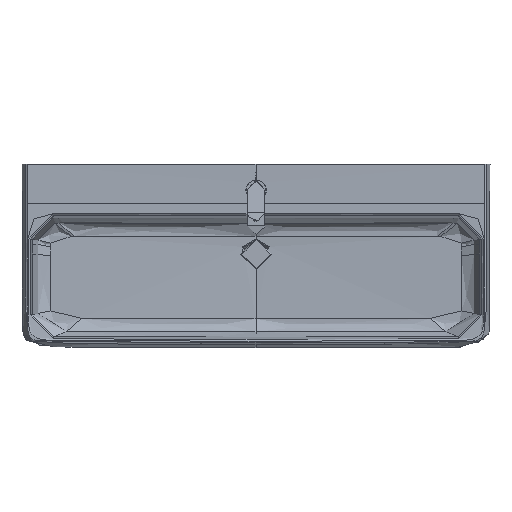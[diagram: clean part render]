
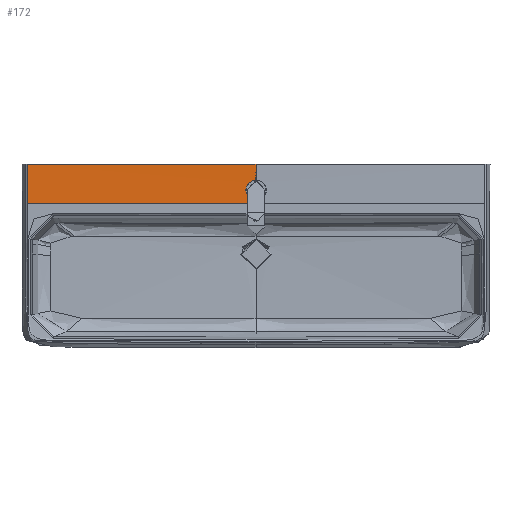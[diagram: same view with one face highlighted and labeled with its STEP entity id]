
A CAD part, top view. The second image highlights one B-rep face of the part: STEP entity #172.
In plain terms, the highlighted free-form (B-spline) face has degree [5, 5] with [9, 6] control points.
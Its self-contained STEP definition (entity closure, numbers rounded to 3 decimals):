
#172=ADVANCED_FACE('',(#899),#10581,.T.);
#899=FACE_OUTER_BOUND('',#1626,.T.);
#1626=EDGE_LOOP('',(#2718,#2719,#2720,#2721,#2722,#2723));
#2718=ORIENTED_EDGE('',*,*,#5932,.F.);
#2719=ORIENTED_EDGE('',*,*,#6379,.F.);
#2720=ORIENTED_EDGE('',*,*,#5936,.F.);
#2721=ORIENTED_EDGE('',*,*,#5933,.F.);
#2722=ORIENTED_EDGE('',*,*,#5934,.F.);
#2723=ORIENTED_EDGE('',*,*,#5931,.F.);
#5931=EDGE_CURVE('',#9349,#9350,#8090,.T.);
#5932=EDGE_CURVE('',#9351,#9349,#8091,.T.);
#5933=EDGE_CURVE('',#9354,#9353,#8092,.T.);
#5934=EDGE_CURVE('',#9350,#9354,#8093,.T.);
#5936=EDGE_CURVE('',#9353,#9352,#8095,.T.);
#6379=EDGE_CURVE('',#9352,#9351,#8487,.T.);
#8090=B_SPLINE_CURVE_WITH_KNOTS('',3,(#72213,#72214,#72215,#72216),
 .UNSPECIFIED.,.F.,.F.,(4,4),(1587.242,1730.626),.UNSPECIFIED.);
#8091=B_SPLINE_CURVE_WITH_KNOTS('',5,(#72217,#72218,#72219,#72220,#72221,
#72222),.UNSPECIFIED.,.F.,.F.,(6,6),(-0.069,586.398),
 .UNSPECIFIED.);
#8092=B_SPLINE_CURVE_WITH_KNOTS('',5,(#72223,#72224,#72225,#72226,#72227,
#72228),.UNSPECIFIED.,.F.,.F.,(6,6),(-141.427,-72.832),
 .UNSPECIFIED.);
#8093=B_SPLINE_CURVE_WITH_KNOTS('',5,(#72229,#72230,#72231,#72232,#72233,
#72234),.UNSPECIFIED.,.F.,.F.,(6,6),(-586.4,0.069),
 .UNSPECIFIED.);
#8095=B_SPLINE_CURVE_WITH_KNOTS('',3,(#72237,#72238,#72239,#72240,#72241,
#72242,#72243,#72244,#72245,#72246,#72247,#72248,#72249,#72250,#72251,#72252,
#72253,#72254),.UNSPECIFIED.,.F.,.F.,(4,2,2,2,2,2,2,2,4),(0.,
9.718,19.433,29.13,38.827,48.542,
58.281,68.021,77.75),.UNSPECIFIED.);
#8487=B_SPLINE_CURVE_WITH_KNOTS('',5,(#77140,#77141,#77142,#77143,#77144,
#77145),.UNSPECIFIED.,.F.,.F.,(6,6),(-23.334,0.),.UNSPECIFIED.);
#9349=VERTEX_POINT('',#69898);
#9350=VERTEX_POINT('',#69899);
#9351=VERTEX_POINT('',#69900);
#9352=VERTEX_POINT('',#69901);
#9353=VERTEX_POINT('',#69902);
#9354=VERTEX_POINT('',#69903);
#10581=B_SPLINE_SURFACE_WITH_KNOTS('',5,5,((#25404,#25405,#25406,#25407,
#25408,#25409),(#25410,#25411,#25412,#25413,#25414,#25415),(#25416,#25417,
#25418,#25419,#25420,#25421),(#25422,#25423,#25424,#25425,#25426,#25427),
(#25428,#25429,#25430,#25431,#25432,#25433),(#25434,#25435,#25436,#25437,
#25438,#25439),(#25440,#25441,#25442,#25443,#25444,#25445),(#25446,#25447,
#25448,#25449,#25450,#25451),(#25452,#25453,#25454,#25455,#25456,#25457)),
 .UNSPECIFIED.,.F.,.F.,.F.,(6,3,6),(6,6),(-589.931,0.069,
590.069),(0.,100.002),.UNSPECIFIED.);
#25404=CARTESIAN_POINT('',(-590.964,135.009,75.672));
#25405=CARTESIAN_POINT('',(-590.964,155.009,75.672));
#25406=CARTESIAN_POINT('',(-590.964,175.01,75.672));
#25407=CARTESIAN_POINT('',(-590.964,195.011,75.672));
#25408=CARTESIAN_POINT('',(-590.964,215.01,75.672));
#25409=CARTESIAN_POINT('',(-590.964,235.009,75.672));
#25410=CARTESIAN_POINT('',(-472.964,135.009,75.672));
#25411=CARTESIAN_POINT('',(-472.964,155.009,75.672));
#25412=CARTESIAN_POINT('',(-472.964,175.01,75.672));
#25413=CARTESIAN_POINT('',(-472.964,195.011,75.792));
#25414=CARTESIAN_POINT('',(-472.964,215.01,75.912));
#25415=CARTESIAN_POINT('',(-472.964,235.009,76.072));
#25416=CARTESIAN_POINT('',(-354.964,135.009,75.672));
#25417=CARTESIAN_POINT('',(-354.964,155.009,75.672));
#25418=CARTESIAN_POINT('',(-354.964,175.01,75.672));
#25419=CARTESIAN_POINT('',(-354.964,195.011,75.882));
#25420=CARTESIAN_POINT('',(-354.964,215.01,76.092));
#25421=CARTESIAN_POINT('',(-354.964,235.009,76.372));
#25422=CARTESIAN_POINT('',(-236.964,135.009,75.672));
#25423=CARTESIAN_POINT('',(-236.964,155.009,75.672));
#25424=CARTESIAN_POINT('',(-236.964,175.01,75.672));
#25425=CARTESIAN_POINT('',(-236.964,195.011,75.942));
#25426=CARTESIAN_POINT('',(-236.964,215.01,76.212));
#25427=CARTESIAN_POINT('',(-236.964,235.009,76.572));
#25428=CARTESIAN_POINT('',(-0.964,135.009,75.672));
#25429=CARTESIAN_POINT('',(-0.964,155.009,75.672));
#25430=CARTESIAN_POINT('',(-0.964,175.01,75.672));
#25431=CARTESIAN_POINT('',(-0.964,195.011,76.002));
#25432=CARTESIAN_POINT('',(-0.964,215.01,76.332));
#25433=CARTESIAN_POINT('',(-0.964,235.009,76.772));
#25434=CARTESIAN_POINT('',(235.036,135.009,75.672));
#25435=CARTESIAN_POINT('',(235.036,155.009,75.672));
#25436=CARTESIAN_POINT('',(235.036,175.01,75.672));
#25437=CARTESIAN_POINT('',(235.036,195.011,75.942));
#25438=CARTESIAN_POINT('',(235.036,215.01,76.212));
#25439=CARTESIAN_POINT('',(235.036,235.009,76.572));
#25440=CARTESIAN_POINT('',(353.036,135.009,75.672));
#25441=CARTESIAN_POINT('',(353.036,155.009,75.672));
#25442=CARTESIAN_POINT('',(353.036,175.01,75.672));
#25443=CARTESIAN_POINT('',(353.036,195.011,75.882));
#25444=CARTESIAN_POINT('',(353.036,215.01,76.092));
#25445=CARTESIAN_POINT('',(353.036,235.009,76.372));
#25446=CARTESIAN_POINT('',(471.036,135.009,75.672));
#25447=CARTESIAN_POINT('',(471.036,155.009,75.672));
#25448=CARTESIAN_POINT('',(471.036,175.01,75.672));
#25449=CARTESIAN_POINT('',(471.036,195.011,75.792));
#25450=CARTESIAN_POINT('',(471.036,215.01,75.912));
#25451=CARTESIAN_POINT('',(471.036,235.009,76.072));
#25452=CARTESIAN_POINT('',(589.036,135.009,75.672));
#25453=CARTESIAN_POINT('',(589.036,155.009,75.672));
#25454=CARTESIAN_POINT('',(589.036,175.01,75.672));
#25455=CARTESIAN_POINT('',(589.036,195.011,75.672));
#25456=CARTESIAN_POINT('',(589.036,215.01,75.672));
#25457=CARTESIAN_POINT('',(589.036,235.009,75.672));
#69898=CARTESIAN_POINT('',(-587.431,135.009,75.672));
#69899=CARTESIAN_POINT('',(-587.433,235.009,75.684));
#69900=CARTESIAN_POINT('',(-0.964,135.009,75.672));
#69901=CARTESIAN_POINT('',(-0.964,151.509,75.683));
#69902=CARTESIAN_POINT('',(-0.964,186.509,75.907));
#69903=CARTESIAN_POINT('',(-0.964,235.009,76.672));
#72213=CARTESIAN_POINT('',(-587.431,135.009,75.672));
#72214=CARTESIAN_POINT('',(-587.43,168.343,75.672));
#72215=CARTESIAN_POINT('',(-587.431,201.678,75.676));
#72216=CARTESIAN_POINT('',(-587.433,235.009,75.684));
#72217=CARTESIAN_POINT('',(-0.964,135.009,75.672));
#72218=CARTESIAN_POINT('',(-118.257,135.009,75.672));
#72219=CARTESIAN_POINT('',(-235.551,135.009,75.672));
#72220=CARTESIAN_POINT('',(-352.844,135.009,75.672));
#72221=CARTESIAN_POINT('',(-470.137,135.009,75.672));
#72222=CARTESIAN_POINT('',(-587.431,135.009,75.672));
#72223=CARTESIAN_POINT('',(-0.964,235.009,76.672));
#72224=CARTESIAN_POINT('',(-0.964,225.309,76.478));
#72225=CARTESIAN_POINT('',(-0.964,215.609,76.307));
#72226=CARTESIAN_POINT('',(-0.964,205.909,76.149));
#72227=CARTESIAN_POINT('',(-0.964,196.209,76.013));
#72228=CARTESIAN_POINT('',(-0.964,186.509,75.907));
#72229=CARTESIAN_POINT('',(-587.433,235.009,75.684));
#72230=CARTESIAN_POINT('',(-470.14,235.009,76.079));
#72231=CARTESIAN_POINT('',(-352.846,235.009,76.375));
#72232=CARTESIAN_POINT('',(-235.552,235.009,76.573));
#72233=CARTESIAN_POINT('',(-118.258,235.009,76.672));
#72234=CARTESIAN_POINT('',(-0.964,235.009,76.672));
#72237=CARTESIAN_POINT('',(-0.964,186.509,75.907));
#72238=CARTESIAN_POINT('',(-3.272,186.509,75.907));
#72239=CARTESIAN_POINT('',(-5.566,186.047,75.901));
#72240=CARTESIAN_POINT('',(-9.794,184.29,75.882));
#72241=CARTESIAN_POINT('',(-11.728,182.995,75.869));
#72242=CARTESIAN_POINT('',(-14.957,179.762,75.838));
#72243=CARTESIAN_POINT('',(-16.247,177.832,75.82));
#72244=CARTESIAN_POINT('',(-17.997,173.624,75.786));
#72245=CARTESIAN_POINT('',(-18.457,171.347,75.769));
#72246=CARTESIAN_POINT('',(-18.471,166.773,75.74));
#72247=CARTESIAN_POINT('',(-18.023,164.483,75.728));
#72248=CARTESIAN_POINT('',(-16.283,160.243,75.709));
#72249=CARTESIAN_POINT('',(-14.989,158.294,75.702));
#72250=CARTESIAN_POINT('',(-11.751,155.038,75.692));
#72251=CARTESIAN_POINT('',(-9.807,153.733,75.688));
#72252=CARTESIAN_POINT('',(-5.563,151.968,75.684));
#72253=CARTESIAN_POINT('',(-3.266,151.509,75.683));
#72254=CARTESIAN_POINT('',(-0.964,151.509,75.683));
#77140=CARTESIAN_POINT('',(-0.964,151.509,75.683));
#77141=CARTESIAN_POINT('',(-0.964,148.209,75.677));
#77142=CARTESIAN_POINT('',(-0.964,144.909,75.673));
#77143=CARTESIAN_POINT('',(-0.964,141.609,75.672));
#77144=CARTESIAN_POINT('',(-0.964,138.309,75.672));
#77145=CARTESIAN_POINT('',(-0.964,135.009,75.672));
